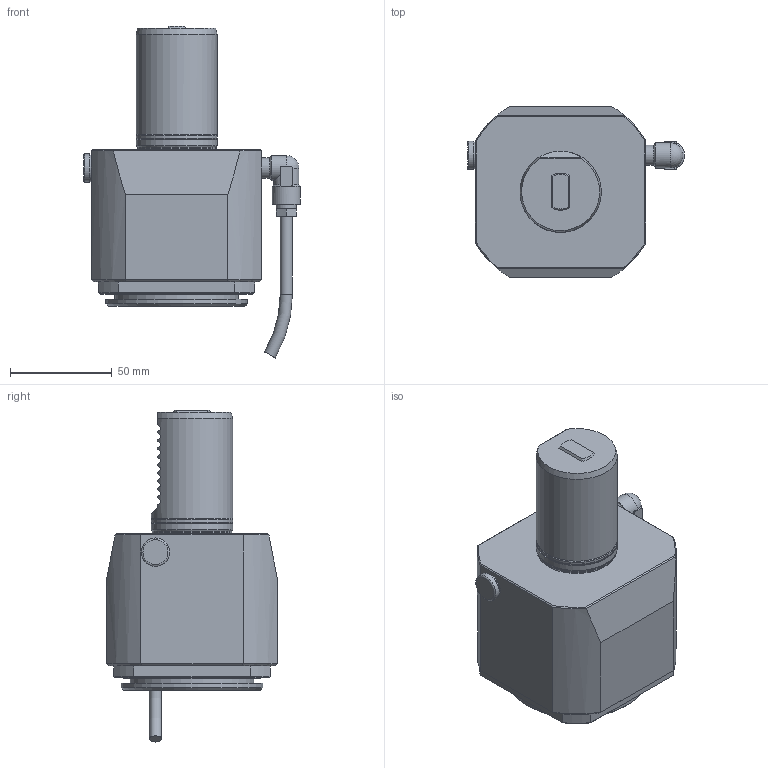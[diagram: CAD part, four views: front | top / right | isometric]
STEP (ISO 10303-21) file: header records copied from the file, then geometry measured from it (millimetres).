
FILE_DESCRIPTION(/* description */ (''),/* implementation_level */ '2;1');
FILE_NAME(/* name */ '1617618231599.stp',/* time_stamp */ '2021-04-05T12:24:00+02:00',/* author */ (''),/* organization */ ('SMS'),/* preprocessor_version */ 'ST-DEVELOPER v16.7',/* originating_system */ 'SIEMENS PLM Software NX 12.0',/* authorisation */ '');
FILE_SCHEMA (('AUTOMOTIVE_DESIGN { 1 0 10303 214 3 1 1 1 }'));
Length unit declared in the file: millimetre
Products named in the file (1): 203459310mod000_00
Bounding box: 106.85 x 84 x 163.5 mm (x, y, z)
Volume: 536900.4 mm3; surface area: 49965.8 mm2
Topology: 1 solids, 1 shells, 177 faces, 431 edges, 278 vertices
Faces by surface type: plane 105, cylinder 37, cone 25, torus 8, bspline 1, sphere 1
Full cylindrical faces by diameter (mm): 2.5 x1, 6 x1, 10 x2, 12 x4, 12.5 x1, 13.3 x1, 13.998 x1, 14 x1, 39 x1, 40 x3, 50.4 x1, 61 x1, 70 x1
Entity records: 5302 total; most frequent: CARTESIAN_POINT 1295, DIRECTION 843, ORIENTED_EDGE 770, EDGE_CURVE 385, AXIS2_PLACEMENT_3D 345, VERTEX_POINT 260, EDGE_LOOP 227, ADVANCED_FACE 177
